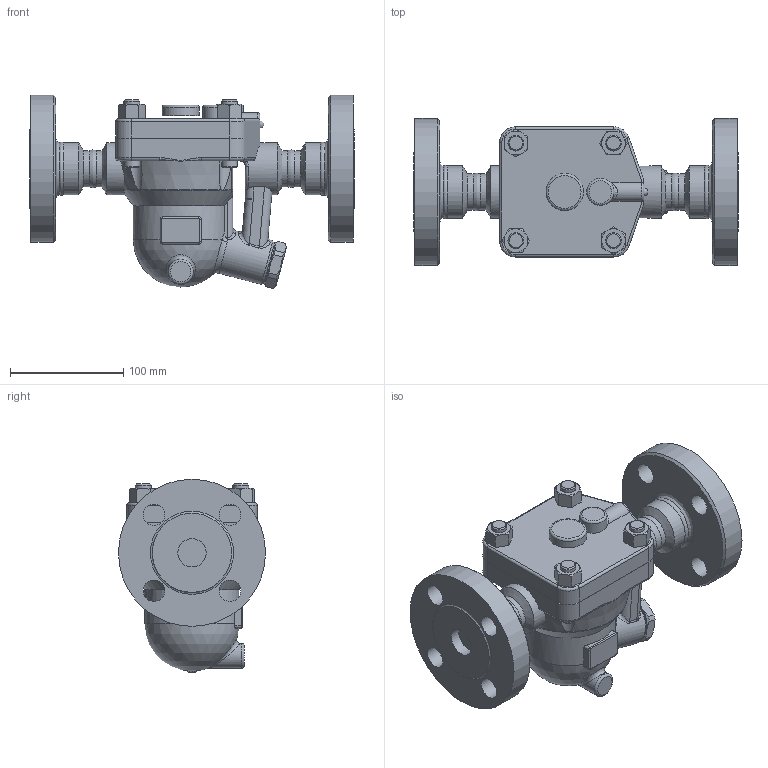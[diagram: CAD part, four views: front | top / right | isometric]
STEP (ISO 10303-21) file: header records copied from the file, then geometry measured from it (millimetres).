
FILE_DESCRIPTION((''),'2;1');
FILE_NAME('j5slx-025-jis40-00.stp','2010-08-09T08:56:03',('nakaot'),(''),'Autodesk Inventor 2008','Autodesk Inventor 2008','');
FILE_SCHEMA(('AUTOMOTIVE_DESIGN { 1 0 10303 214 1 1 1 1 }'));
Length unit declared in the file: millimetre
Products named in the file (1): j5slx-025-jis40-00
Bounding box: 287 x 130 x 171.02 mm (x, y, z)
Volume: 2008032 mm3; surface area: 199175.8 mm2
Topology: 2 solids, 3 shells, 346 faces, 842 edges, 529 vertices
Faces by surface type: plane 109, cylinder 89, bspline 79, cone 49, torus 18, sphere 2
Full cylindrical faces by diameter (mm): 14 x12, 19 x4, 22 x1, 24 x1, 25 x1, 31.912 x1, 32 x2, 33 x1, 38 x1, 40 x1, 46 x3, 80 x1, 130 x1
Entity records: 20472 total; most frequent: CARTESIAN_POINT 13246, ORIENTED_EDGE 1488, DIRECTION 1380, EDGE_CURVE 744, AXIS2_PLACEMENT_3D 583, VERTEX_POINT 504, EDGE_LOOP 472, FACE_OUTER_BOUND 344
